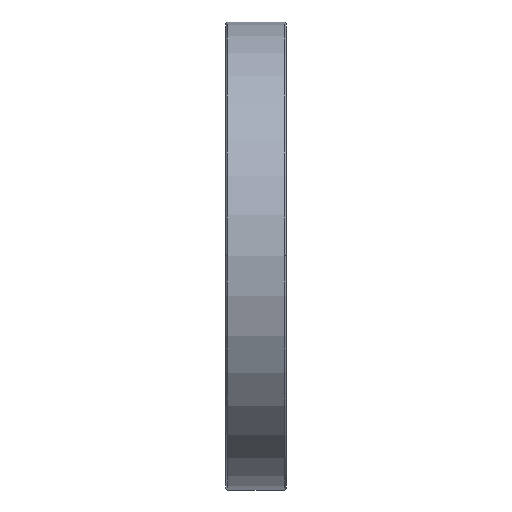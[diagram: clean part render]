
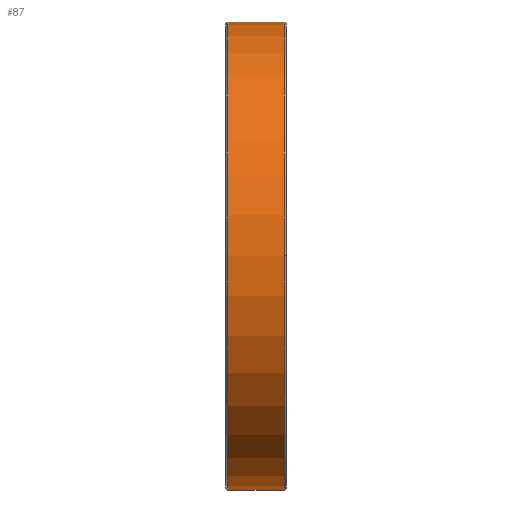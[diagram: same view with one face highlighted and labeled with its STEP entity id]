
A CAD part, top view. The second image highlights one B-rep face of the part: STEP entity #87.
In plain terms, the highlighted cylindrical face has radius 39 mm (diameter 78 mm), a partial arc.
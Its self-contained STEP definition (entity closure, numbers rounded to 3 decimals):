
#87=ADVANCED_FACE('',(#281),#282,.T.);
#281=FACE_OUTER_BOUND('',#703,.T.);
#282=CYLINDRICAL_SURFACE('',#704,39.0);
#703=EDGE_LOOP('',(#1179,#1180,#1181,#1182,#1183,#1184));
#704=AXIS2_PLACEMENT_3D('',#1185,#1186,#1187);
#1179=ORIENTED_EDGE('',*,*,#2487,.F.);
#1180=ORIENTED_EDGE('',*,*,#2488,.T.);
#1181=ORIENTED_EDGE('',*,*,#2489,.T.);
#1182=ORIENTED_EDGE('',*,*,#2490,.F.);
#1183=ORIENTED_EDGE('',*,*,#2491,.F.);
#1184=ORIENTED_EDGE('',*,*,#2484,.F.);
#1185=CARTESIAN_POINT('',(5.0,0.0,0.0));
#1186=DIRECTION('',(-1.0,0.0,0.0));
#1187=DIRECTION('',(0.0,1.0,0.0));
#2484=EDGE_CURVE('',#2904,#2906,#2907,.T.);
#2487=EDGE_CURVE('',#2911,#2904,#2912,.T.);
#2488=EDGE_CURVE('',#2911,#2913,#2914,.T.);
#2489=EDGE_CURVE('',#2913,#2915,#2916,.T.);
#2490=EDGE_CURVE('',#2917,#2915,#2918,.T.);
#2491=EDGE_CURVE('',#2906,#2917,#2919,.T.);
#2904=VERTEX_POINT('',#3568);
#2906=VERTEX_POINT('',#3570);
#2907=CIRCLE('',#3571,39.0);
#2911=VERTEX_POINT('',#3575);
#2912=LINE('',#3576,#3577);
#2913=VERTEX_POINT('',#3578);
#2914=CIRCLE('',#3579,39.0);
#2915=VERTEX_POINT('',#3580);
#2916=CIRCLE('',#3581,39.0);
#2917=VERTEX_POINT('',#3582);
#2918=LINE('',#3583,#3584);
#2919=CIRCLE('',#3585,39.0);
#3568=CARTESIAN_POINT('',(9.7,39.0,0.0));
#3570=CARTESIAN_POINT('',(9.7,0.,39.0));
#3571=AXIS2_PLACEMENT_3D('',#5750,#5751,#5752);
#3575=CARTESIAN_POINT('',(0.3,39.0,0.0));
#3576=CARTESIAN_POINT('',(5.0,39.0,0.));
#3577=VECTOR('',#5759,1.0);
#3578=CARTESIAN_POINT('',(0.3,0.,39.0));
#3579=AXIS2_PLACEMENT_3D('',#5760,#5761,#5762);
#3580=CARTESIAN_POINT('',(0.3,-39.0,0.));
#3581=AXIS2_PLACEMENT_3D('',#5763,#5764,#5765);
#3582=CARTESIAN_POINT('',(9.7,-39.0,0.));
#3583=CARTESIAN_POINT('',(5.0,-39.0,0.));
#3584=VECTOR('',#5766,1.0);
#3585=AXIS2_PLACEMENT_3D('',#5767,#5768,#5769);
#5750=CARTESIAN_POINT('',(9.7,0.0,0.0));
#5751=DIRECTION('',(1.0,0.0,0.0));
#5752=DIRECTION('',(0.0,1.0,0.0));
#5759=DIRECTION('',(1.0,0.0,0.0));
#5760=CARTESIAN_POINT('',(0.3,0.0,0.0));
#5761=DIRECTION('',(1.0,0.0,0.0));
#5762=DIRECTION('',(0.0,1.0,0.0));
#5763=CARTESIAN_POINT('',(0.3,0.0,0.0));
#5764=DIRECTION('',(1.0,0.0,0.0));
#5765=DIRECTION('',(0.0,1.0,0.0));
#5766=DIRECTION('',(-1.0,-0.0,-0.0));
#5767=CARTESIAN_POINT('',(9.7,0.0,0.0));
#5768=DIRECTION('',(1.0,0.0,0.0));
#5769=DIRECTION('',(0.0,1.0,0.0));
